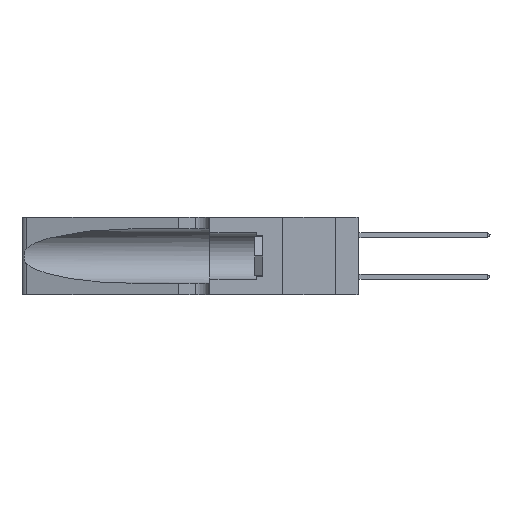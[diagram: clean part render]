
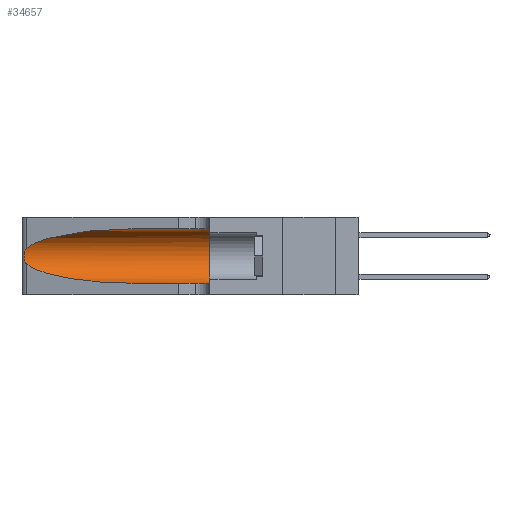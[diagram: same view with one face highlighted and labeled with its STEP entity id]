
A CAD part, left-side view. The second image highlights one B-rep face of the part: STEP entity #34657.
In plain terms, the highlighted cylindrical face has radius 3.308 mm (diameter 6.617 mm), a partial arc.
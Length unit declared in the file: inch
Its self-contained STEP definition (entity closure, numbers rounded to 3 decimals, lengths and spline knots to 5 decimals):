
#918 = CARTESIAN_POINT ( 'NONE',  ( 0.1305, 0.35, 0.185 ) ) ;
#1030 = DIRECTION ( 'NONE',  ( 0., -1., 0. ) ) ;
#1410 = VERTEX_POINT ( 'NONE', #39335 ) ;
#2048 = ORIENTED_EDGE ( 'NONE', *, *, #3785, .F. ) ;
#2050 = EDGE_CURVE ( 'NONE', #8007, #1410, #31390, .T. ) ;
#3785 = EDGE_CURVE ( 'NONE', #22112, #1410, #16047, .T. ) ;
#3913 = CARTESIAN_POINT ( 'NONE',  ( 0.25787, 1.23484, 0.2124 ) ) ;
#4634 = DIRECTION ( 'NONE',  ( 0., 0., 1. ) ) ;
#5080 = CARTESIAN_POINT ( 'NONE',  ( 0.2373, 1.15595, 0.08982 ) ) ;
#5421 = EDGE_LOOP ( 'NONE', ( #40382, #44212, #30634, #20047, #2048, #18667 ) ) ;
#6923 = CARTESIAN_POINT ( 'NONE',  ( 0.1305, 0.72297, 0.05475 ) ) ;
#7688 = CARTESIAN_POINT ( 'NONE',  ( 0.26018, 1.23835, 0.19895 ) ) ;
#7699 = CARTESIAN_POINT ( 'NONE',  ( 0.25487, 1.22718, 0.14631 ) ) ;
#8007 = VERTEX_POINT ( 'NONE', #6923 ) ;
#11421 = CARTESIAN_POINT ( 'NONE',  ( 0.26075, 1.23896, 0.178 ) ) ;
#13125 = CARTESIAN_POINT ( 'NONE',  ( 0.25487, 1.22718, 0.22369 ) ) ;
#13198 = CARTESIAN_POINT ( 'NONE',  ( 0.1305, 1.61858, 0.05475 ) ) ;
#13860 = VERTEX_POINT ( 'NONE', #47398 ) ;
#14673 = CARTESIAN_POINT ( 'NONE',  ( 0.25487, 1.22718, 0.22369 ) ) ;
#15180 = CARTESIAN_POINT ( 'NONE',  ( 0.25856, 1.23593, 0.16098 ) ) ;
#16047 = CIRCLE ( 'NONE', #39418, 0.13025 ) ;
#16901 = DIRECTION ( 'NONE',  ( 0., -1., 0. ) ) ;
#17524 = CARTESIAN_POINT ( 'NONE',  ( 0.18966, 0.96281, 0.31525 ) ) ;
#18667 = ORIENTED_EDGE ( 'NONE', *, *, #44450, .F. ) ;
#18756 = CARTESIAN_POINT ( 'NONE',  ( 0.25555, 1.22994, 0.2215 ) ) ;
#18922 = B_SPLINE_CURVE_WITH_KNOTS ( 'NONE', 3,
 ( #37337, #18756, #26271, #3913, #29998, #7688, #33750, #11421, #37495, #15180, #41258, #18923, #45027, #22665 ),
 .UNSPECIFIED., .F., .F.,
 ( 4, 2, 2, 2, 2, 2, 4 ),
 ( 0., 0.00027, 0.00053, 0.00107, 0.0016, 0.00187, 0.00214 ),
 .UNSPECIFIED. ) ;
#18923 = CARTESIAN_POINT ( 'NONE',  ( 0.25639, 1.23186, 0.15144 ) ) ;
#19080 = EDGE_CURVE ( 'NONE', #13860, #28927, #44952, .T. ) ;
#19096 = DIRECTION ( 'NONE',  ( 0., 0., -1. ) ) ;
#20047 = ORIENTED_EDGE ( 'NONE', *, *, #2050, .T. ) ;
#20180 = LINE ( 'NONE', #41944, #21349 ) ;
#21349 = VECTOR ( 'NONE', #1030, 39.37008 ) ;
#22112 = VERTEX_POINT ( 'NONE', #46258 ) ;
#22665 = CARTESIAN_POINT ( 'NONE',  ( 0.25487, 1.22718, 0.14631 ) ) ;
#23832 = CARTESIAN_POINT ( 'NONE',  ( 0.1305, 0.72297, 0.05475 ) ) ;
#23993 =( BOUNDED_CURVE ( )  B_SPLINE_CURVE ( 3, ( #38688, #5080, #46193, #23832 ),
 .UNSPECIFIED., .F., .T. ) 
 B_SPLINE_CURVE_WITH_KNOTS ( ( 4, 4 ),
 ( 3.44316, 4.71239 ),
 .UNSPECIFIED. ) 
 CURVE ( )  GEOMETRIC_REPRESENTATION_ITEM ( )  RATIONAL_B_SPLINE_CURVE ( ( 1., 0.87, 0.87, 1. ) ) 
 REPRESENTATION_ITEM ( '' )  );
#24561 = CYLINDRICAL_SURFACE ( 'NONE', #26231, 0.13025 ) ;
#26231 = AXIS2_PLACEMENT_3D ( 'NONE', #41435, #37673, #19096 ) ;
#26271 = CARTESIAN_POINT ( 'NONE',  ( 0.25639, 1.23184, 0.21858 ) ) ;
#26986 = DIRECTION ( 'NONE',  ( 0., 1., 0. ) ) ;
#28927 = VERTEX_POINT ( 'NONE', #13125 ) ;
#29998 = CARTESIAN_POINT ( 'NONE',  ( 0.25854, 1.2359, 0.20912 ) ) ;
#30634 = ORIENTED_EDGE ( 'NONE', *, *, #47081, .T. ) ;
#31390 = LINE ( 'NONE', #13198, #41317 ) ;
#31585 = EDGE_CURVE ( 'NONE', #28927, #33442, #18922, .T. ) ;
#33442 = VERTEX_POINT ( 'NONE', #7699 ) ;
#33750 = CARTESIAN_POINT ( 'NONE',  ( 0.26075, 1.23896, 0.19203 ) ) ;
#34657 = ADVANCED_FACE ( 'NONE', ( #44400 ), #24561, .F. ) ;
#36124 = CARTESIAN_POINT ( 'NONE',  ( 0.1305, 0.72297, 0.31525 ) ) ;
#37337 = CARTESIAN_POINT ( 'NONE',  ( 0.25487, 1.22718, 0.22369 ) ) ;
#37495 = CARTESIAN_POINT ( 'NONE',  ( 0.26017, 1.23833, 0.17102 ) ) ;
#37673 = DIRECTION ( 'NONE',  ( 0., -1., 0. ) ) ;
#38688 = CARTESIAN_POINT ( 'NONE',  ( 0.25487, 1.22718, 0.14631 ) ) ;
#39335 = CARTESIAN_POINT ( 'NONE',  ( 0.1305, 0.35, 0.05475 ) ) ;
#39418 = AXIS2_PLACEMENT_3D ( 'NONE', #918, #26986, #4634 ) ;
#40382 = ORIENTED_EDGE ( 'NONE', *, *, #19080, .T. ) ;
#41258 = CARTESIAN_POINT ( 'NONE',  ( 0.25789, 1.23486, 0.15765 ) ) ;
#41317 = VECTOR ( 'NONE', #16901, 39.37008 ) ;
#41435 = CARTESIAN_POINT ( 'NONE',  ( 0.1305, 1.61858, 0.185 ) ) ;
#41944 = CARTESIAN_POINT ( 'NONE',  ( 0.1305, 1.61858, 0.31525 ) ) ;
#43648 = CARTESIAN_POINT ( 'NONE',  ( 0.2373, 1.15595, 0.28018 ) ) ;
#44212 = ORIENTED_EDGE ( 'NONE', *, *, #31585, .T. ) ;
#44400 = FACE_OUTER_BOUND ( 'NONE', #5421, .T. ) ;
#44450 = EDGE_CURVE ( 'NONE', #13860, #22112, #20180, .T. ) ;
#44952 =( BOUNDED_CURVE ( )  B_SPLINE_CURVE ( 3, ( #36124, #17524, #43648, #14673 ),
 .UNSPECIFIED., .F., .F. ) 
 B_SPLINE_CURVE_WITH_KNOTS ( ( 4, 4 ),
 ( 1.5708, 2.84003 ),
 .UNSPECIFIED. ) 
 CURVE ( )  GEOMETRIC_REPRESENTATION_ITEM ( )  RATIONAL_B_SPLINE_CURVE ( ( 1., 0.87, 0.87, 1. ) ) 
 REPRESENTATION_ITEM ( '' )  );
#45027 = CARTESIAN_POINT ( 'NONE',  ( 0.25555, 1.22993, 0.14849 ) ) ;
#46193 = CARTESIAN_POINT ( 'NONE',  ( 0.18966, 0.96281, 0.05475 ) ) ;
#46258 = CARTESIAN_POINT ( 'NONE',  ( 0.1305, 0.35, 0.31525 ) ) ;
#47081 = EDGE_CURVE ( 'NONE', #33442, #8007, #23993, .T. ) ;
#47398 = CARTESIAN_POINT ( 'NONE',  ( 0.1305, 0.72297, 0.31525 ) ) ;
